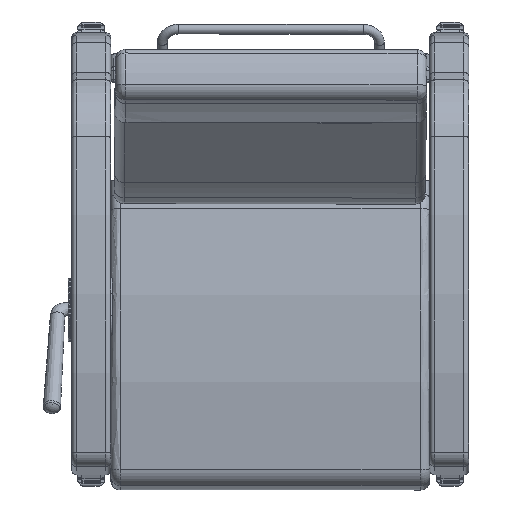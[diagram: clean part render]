
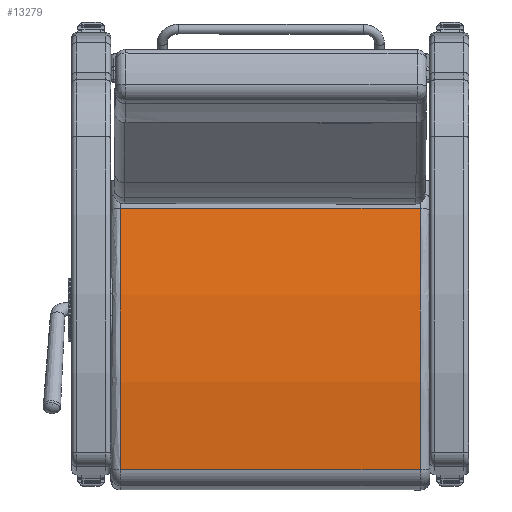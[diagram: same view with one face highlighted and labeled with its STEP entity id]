
A CAD part, front view. The second image highlights one B-rep face of the part: STEP entity #13279.
In plain terms, the highlighted free-form (B-spline) face has degree [1, 2] with [2, 3] control points.
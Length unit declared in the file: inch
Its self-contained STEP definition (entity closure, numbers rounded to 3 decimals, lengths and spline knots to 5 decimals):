
#30=(
BOUNDED_SURFACE()
B_SPLINE_SURFACE(1,2,((#22557,#22558,#22559),(#22560,#22561,#22562)),
 .UNSPECIFIED.,.F.,.F.,.F.)
B_SPLINE_SURFACE_WITH_KNOTS((2,2),(3,3),(-0.19254,0.19254),
(1.36178,1.69928),.UNSPECIFIED.)
GEOMETRIC_REPRESENTATION_ITEM()
RATIONAL_B_SPLINE_SURFACE(((1.,0.986,1.),(1.,0.986,
1.)))
REPRESENTATION_ITEM('')
SURFACE()
);
#1141=ELLIPSE('',#14708,60.05357,60.);
#1151=ELLIPSE('',#14736,60.05357,60.);
#1431=LINE('',#22555,#2256);
#1432=LINE('',#22564,#2257);
#2256=VECTOR('',#17174,0.3937);
#2257=VECTOR('',#17177,0.3937);
#3246=FACE_OUTER_BOUND('',#4173,.T.);
#4173=EDGE_LOOP('',(#9788,#9789,#9790,#9791));
#6074=VERTEX_POINT('',#22347);
#6075=VERTEX_POINT('',#22348);
#6100=VERTEX_POINT('',#22554);
#6101=VERTEX_POINT('',#22563);
#7423=EDGE_CURVE('',#6074,#6075,#1141,.T.);
#7461=EDGE_CURVE('',#6075,#6100,#1431,.T.);
#7463=EDGE_CURVE('',#6074,#6101,#1432,.T.);
#7464=EDGE_CURVE('',#6100,#6101,#1151,.T.);
#9788=ORIENTED_EDGE('',*,*,#7423,.F.);
#9789=ORIENTED_EDGE('',*,*,#7463,.T.);
#9790=ORIENTED_EDGE('',*,*,#7464,.F.);
#9791=ORIENTED_EDGE('',*,*,#7461,.F.);
#13279=ADVANCED_FACE('',(#3246),#30,.F.);
#14708=AXIS2_PLACEMENT_3D('',#22349,#17106,#17107);
#14736=AXIS2_PLACEMENT_3D('',#22565,#17178,#17179);
#17106=DIRECTION('center_axis',(0.,0.,-1.));
#17107=DIRECTION('ref_axis',(1.,0.,0.));
#17174=DIRECTION('',(0.,0.,1.));
#17177=DIRECTION('',(0.,0.,1.));
#17178=DIRECTION('center_axis',(0.,0.,1.));
#17179=DIRECTION('ref_axis',(1.,0.,0.));
#22347=CARTESIAN_POINT('',(-10.04459,1.25621,-11.5625));
#22348=CARTESIAN_POINT('',(10.1114,0.44486,-11.5625));
#22349=CARTESIAN_POINT('Origin',(-2.34979,-58.24922,-11.5625));
#22554=CARTESIAN_POINT('',(10.1114,0.44486,11.5625));
#22555=CARTESIAN_POINT('',(10.1114,0.44486,0.));
#22557=CARTESIAN_POINT('Ctrl Pts',(10.1114,0.44486,-11.5625));
#22558=CARTESIAN_POINT('Ctrl Pts',(0.10258,2.56602,-11.5625));
#22559=CARTESIAN_POINT('Ctrl Pts',(-10.04459,1.25621,-11.5625));
#22560=CARTESIAN_POINT('Ctrl Pts',(10.1114,0.44486,11.5625));
#22561=CARTESIAN_POINT('Ctrl Pts',(0.10258,2.56602,11.5625));
#22562=CARTESIAN_POINT('Ctrl Pts',(-10.04459,1.25621,11.5625));
#22563=CARTESIAN_POINT('',(-10.04459,1.25621,11.5625));
#22564=CARTESIAN_POINT('',(-10.04459,1.25621,0.));
#22565=CARTESIAN_POINT('Origin',(-2.34979,-58.24922,11.5625));
